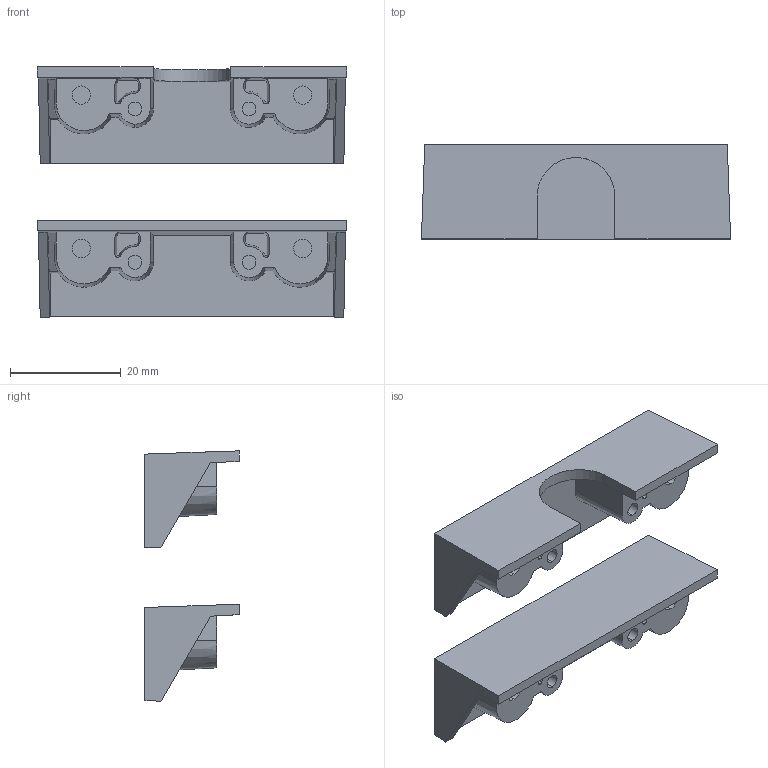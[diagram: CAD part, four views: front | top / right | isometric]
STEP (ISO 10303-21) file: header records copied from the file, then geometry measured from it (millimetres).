
FILE_DESCRIPTION (( 'STEP AP203' ), '1' );
FILE_NAME ('LF9Z-B21_rev0.0.STEP', '2021-05-25T06:44:27', ( '' ), ( '' ), 'SwSTEP 2.0', 'SolidWorks 2019', '' );
FILE_SCHEMA (( 'CONFIG_CONTROL_DESIGN' ));
Length unit declared in the file: millimetre
Products named in the file (3): LF3D-S-END-CAP-A_蹬怮椔; LF3D-S-END-CAP-B_蹬怮椔; LF9Z-B21_rev0.0
Assembly tree (2 placements, depth 2):
  LF9Z-B21_rev0.0
    LF3D-S-END-CAP-A_蹬怮椔
    LF3D-S-END-CAP-B_蹬怮椔
Bounding box: 55.8 x 17 x 45.19 mm (x, y, z)
Volume: 12329.8 mm3; surface area: 9387.4 mm2
Topology: 2 solids, 2 shells, 128 faces, 348 edges, 232 vertices
Faces by surface type: plane 75, cone 36, cylinder 17
Entity records: 4373 total; most frequent: CARTESIAN_POINT 767, DIRECTION 700, ORIENTED_EDGE 696, EDGE_CURVE 348, AXIS2_PLACEMENT_3D 237, VERTEX_POINT 232, LINE 226, VECTOR 226
